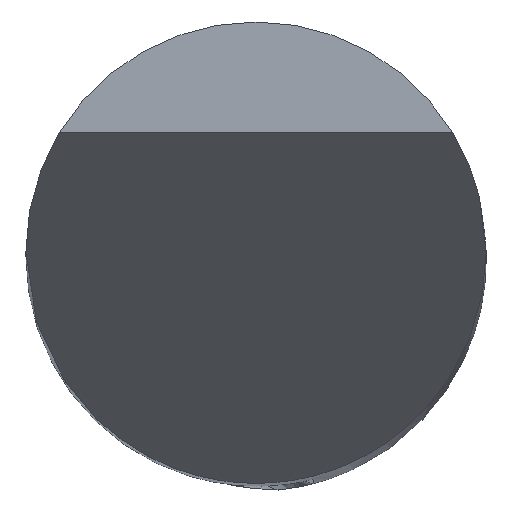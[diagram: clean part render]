
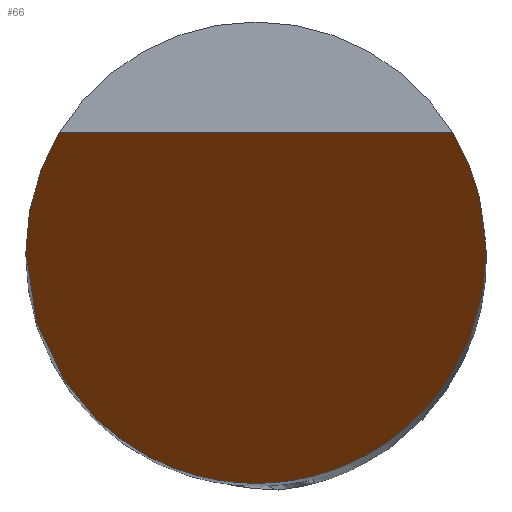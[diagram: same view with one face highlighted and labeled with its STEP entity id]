
A CAD part, top view. The second image highlights one B-rep face of the part: STEP entity #66.
In plain terms, the highlighted planar face has unit normal (0, -0.866, 0.5).
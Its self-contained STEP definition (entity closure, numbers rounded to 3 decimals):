
#52=(
BOUNDED_CURVE()
B_SPLINE_CURVE(3,(#709,#710,#711,#712),.UNSPECIFIED.,.F.,.F.)
B_SPLINE_CURVE_WITH_KNOTS((4,4),(0.,1.),.UNSPECIFIED.)
CURVE()
GEOMETRIC_REPRESENTATION_ITEM()
RATIONAL_B_SPLINE_CURVE((1.,0.333,0.333,1.))
REPRESENTATION_ITEM('')
);
#53=(
BOUNDED_CURVE()
B_SPLINE_CURVE(3,(#715,#716,#717,#718),.UNSPECIFIED.,.F.,.F.)
B_SPLINE_CURVE_WITH_KNOTS((4,4),(0.,1.),.UNSPECIFIED.)
CURVE()
GEOMETRIC_REPRESENTATION_ITEM()
RATIONAL_B_SPLINE_CURVE((1.,0.975,0.975,1.))
REPRESENTATION_ITEM('')
);
#54=(
BOUNDED_CURVE()
B_SPLINE_CURVE(3,(#719,#720,#721,#722),.UNSPECIFIED.,.F.,.F.)
B_SPLINE_CURVE_WITH_KNOTS((4,4),(0.,1.),.UNSPECIFIED.)
CURVE()
GEOMETRIC_REPRESENTATION_ITEM()
RATIONAL_B_SPLINE_CURVE((1.,0.975,0.975,1.))
REPRESENTATION_ITEM('')
);
#66=ADVANCED_FACE('',(#110),#93,.T.);
#93=PLANE('',#539);
#110=FACE_OUTER_BOUND('',#137,.T.);
#137=EDGE_LOOP('',(#174,#175,#176,#177));
#174=ORIENTED_EDGE('',*,*,#352,.T.);
#175=ORIENTED_EDGE('',*,*,#353,.T.);
#176=ORIENTED_EDGE('',*,*,#350,.T.);
#177=ORIENTED_EDGE('',*,*,#354,.T.);
#306=VERTEX_POINT('',#705);
#307=VERTEX_POINT('',#706);
#308=VERTEX_POINT('',#713);
#309=VERTEX_POINT('',#714);
#350=EDGE_CURVE('',#306,#307,#417,.T.);
#352=EDGE_CURVE('',#308,#309,#52,.T.);
#353=EDGE_CURVE('',#309,#306,#53,.T.);
#354=EDGE_CURVE('',#307,#308,#54,.T.);
#417=LINE('',#704,#454);
#454=VECTOR('',#578,1.);
#539=AXIS2_PLACEMENT_3D('',#723,#583,#584);
#578=DIRECTION('',(-1.,0.,0.));
#583=DIRECTION('',(0.,-0.866,0.5));
#584=DIRECTION('',(0.,-0.5,-0.866));
#704=CARTESIAN_POINT('',(76.162,1.299,2.252));
#705=CARTESIAN_POINT('',(2.136,1.299,2.252));
#706=CARTESIAN_POINT('',(-2.136,1.299,2.252));
#709=CARTESIAN_POINT('',(-2.5,0.,0.002));
#710=CARTESIAN_POINT('',(-2.5,-5.,-8.659));
#711=CARTESIAN_POINT('',(2.5,-5.,-8.659));
#712=CARTESIAN_POINT('',(2.5,0.,0.002));
#713=CARTESIAN_POINT('',(-2.5,0.,0.002));
#714=CARTESIAN_POINT('',(2.5,0.,0.002));
#715=CARTESIAN_POINT('',(2.5,0.,0.002));
#716=CARTESIAN_POINT('',(2.5,0.461,0.8));
#717=CARTESIAN_POINT('',(2.376,0.905,1.569));
#718=CARTESIAN_POINT('',(2.136,1.299,2.252));
#719=CARTESIAN_POINT('',(-2.136,1.299,2.252));
#720=CARTESIAN_POINT('',(-2.376,0.905,1.569));
#721=CARTESIAN_POINT('',(-2.5,0.461,0.8));
#722=CARTESIAN_POINT('',(-2.5,0.,0.002));
#723=CARTESIAN_POINT('',(76.162,4.054,7.023));
